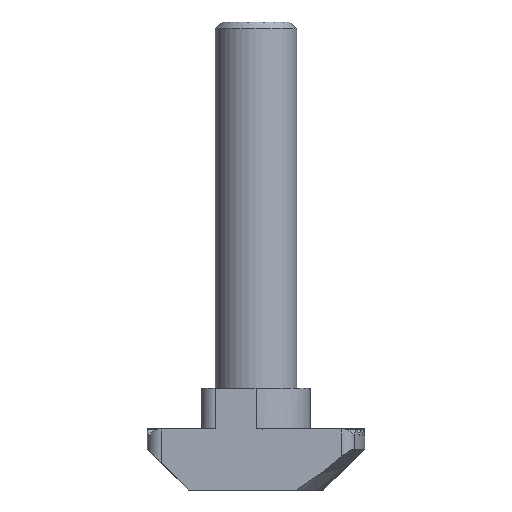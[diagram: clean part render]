
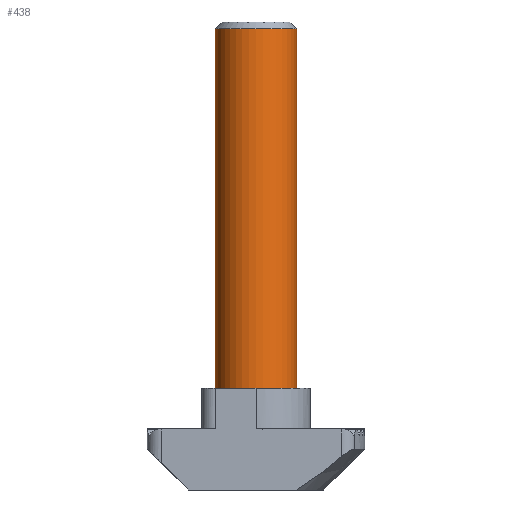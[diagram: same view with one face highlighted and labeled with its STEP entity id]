
A CAD part, front view. The second image highlights one B-rep face of the part: STEP entity #438.
In plain terms, the highlighted cylindrical face has radius 3 mm (diameter 6 mm), a partial arc.
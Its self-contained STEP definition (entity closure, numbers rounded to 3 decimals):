
#143 = VERTEX_POINT ( 'NONE', #662 ) ;
#282 = LINE ( 'NONE', #2673, #2701 ) ;
#302 = DIRECTION ( 'NONE',  ( 0., 0., -1. ) ) ;
#436 = VERTEX_POINT ( 'NONE', #2864 ) ;
#438 = ADVANCED_FACE ( 'NONE', ( #864 ), #2014, .T. ) ;
#478 = DIRECTION ( 'NONE',  ( 0., 0., -1. ) ) ;
#584 = CARTESIAN_POINT ( 'NONE',  ( 3., 0., 7.5 ) ) ;
#662 = CARTESIAN_POINT ( 'NONE',  ( 3., 0., 34. ) ) ;
#723 = AXIS2_PLACEMENT_3D ( 'NONE', #1684, #302, #1913 ) ;
#732 = DIRECTION ( 'NONE',  ( 0., 0., 1. ) ) ;
#795 = ORIENTED_EDGE ( 'NONE', *, *, #920, .T. ) ;
#803 = DIRECTION ( 'NONE',  ( -1., 0., 0. ) ) ;
#830 = EDGE_CURVE ( 'NONE', #143, #1158, #1715, .T. ) ;
#854 = EDGE_CURVE ( 'NONE', #1028, #1158, #2389, .T. ) ;
#858 = AXIS2_PLACEMENT_3D ( 'NONE', #2299, #2271, #803 ) ;
#864 = FACE_OUTER_BOUND ( 'NONE', #1939, .T. ) ;
#920 = EDGE_CURVE ( 'NONE', #143, #436, #1561, .T. ) ;
#938 = CARTESIAN_POINT ( 'NONE',  ( 3., 0., -0.769 ) ) ;
#1028 = VERTEX_POINT ( 'NONE', #2344 ) ;
#1073 = DIRECTION ( 'NONE',  ( 0., 0., -1. ) ) ;
#1094 = VECTOR ( 'NONE', #478, 1000. ) ;
#1158 = VERTEX_POINT ( 'NONE', #584 ) ;
#1429 = ORIENTED_EDGE ( 'NONE', *, *, #854, .T. ) ;
#1561 = CIRCLE ( 'NONE', #723, 3. ) ;
#1623 = EDGE_CURVE ( 'NONE', #436, #1028, #282, .T. ) ;
#1684 = CARTESIAN_POINT ( 'NONE',  ( 0., 0., 34. ) ) ;
#1715 = LINE ( 'NONE', #938, #1094 ) ;
#1798 = ORIENTED_EDGE ( 'NONE', *, *, #830, .F. ) ;
#1913 = DIRECTION ( 'NONE',  ( -1., 0., 0. ) ) ;
#1939 = EDGE_LOOP ( 'NONE', ( #1798, #795, #2308, #1429 ) ) ;
#2014 = CYLINDRICAL_SURFACE ( 'NONE', #858, 3. ) ;
#2107 = CARTESIAN_POINT ( 'NONE',  ( 0., 0., 7.5 ) ) ;
#2167 = AXIS2_PLACEMENT_3D ( 'NONE', #2107, #732, #2334 ) ;
#2271 = DIRECTION ( 'NONE',  ( 0., 0., -1. ) ) ;
#2299 = CARTESIAN_POINT ( 'NONE',  ( 0., 0., -0.769 ) ) ;
#2308 = ORIENTED_EDGE ( 'NONE', *, *, #1623, .T. ) ;
#2334 = DIRECTION ( 'NONE',  ( -1., 0., 0. ) ) ;
#2344 = CARTESIAN_POINT ( 'NONE',  ( -3., 0., 7.5 ) ) ;
#2389 = CIRCLE ( 'NONE', #2167, 3. ) ;
#2673 = CARTESIAN_POINT ( 'NONE',  ( -3., 0., -0.769 ) ) ;
#2701 = VECTOR ( 'NONE', #1073, 1000. ) ;
#2864 = CARTESIAN_POINT ( 'NONE',  ( -3., 0., 34. ) ) ;
